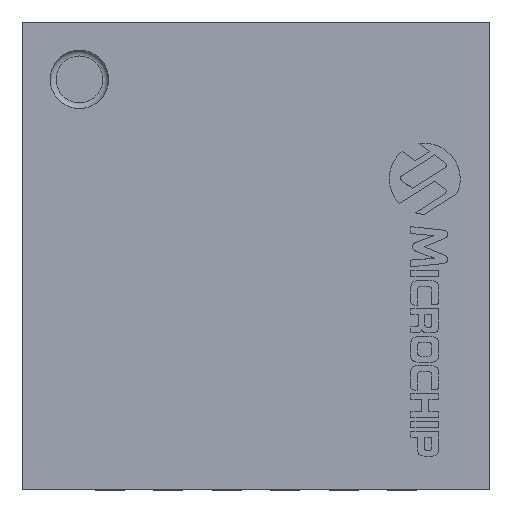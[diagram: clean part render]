
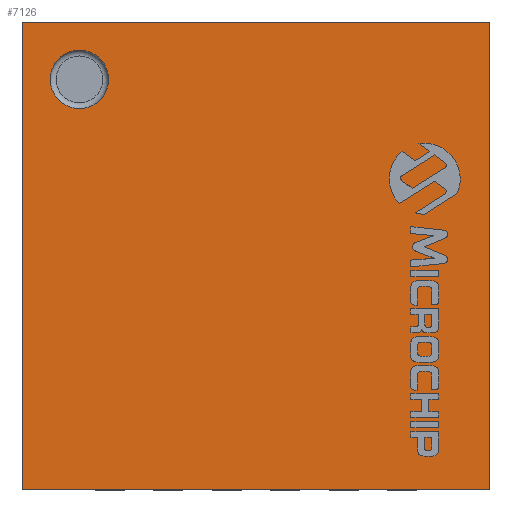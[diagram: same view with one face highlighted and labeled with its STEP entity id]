
A CAD part, top view. The second image highlights one B-rep face of the part: STEP entity #7126.
In plain terms, the highlighted planar face has unit normal (0, 0, 1).
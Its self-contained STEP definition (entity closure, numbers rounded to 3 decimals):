
#234=FACE_BOUND('',#2794,.T.);
#540=LINE('',#10529,#1363);
#551=LINE('',#10545,#1374);
#558=LINE('',#10554,#1381);
#564=LINE('',#10561,#1387);
#1363=VECTOR('',#8646,10.);
#1374=VECTOR('',#8659,10.);
#1381=VECTOR('',#8668,10.);
#1387=VECTOR('',#8676,10.);
#2031=PLANE('',#7735);
#2374=FACE_OUTER_BOUND('',#2793,.T.);
#2793=EDGE_LOOP('',(#5598,#5599,#5600,#5601));
#2794=EDGE_LOOP('',(#5602));
#3110=CIRCLE('',#7567,0.25);
#3230=VERTEX_POINT('',#9914);
#3440=VERTEX_POINT('',#10526);
#3441=VERTEX_POINT('',#10528);
#3444=VERTEX_POINT('',#10542);
#3445=VERTEX_POINT('',#10544);
#3919=EDGE_CURVE('',#3230,#3230,#3110,.T.);
#4214=EDGE_CURVE('',#3440,#3441,#540,.T.);
#4225=EDGE_CURVE('',#3444,#3445,#551,.T.);
#4232=EDGE_CURVE('',#3444,#3441,#558,.T.);
#4238=EDGE_CURVE('',#3440,#3445,#564,.T.);
#5598=ORIENTED_EDGE('',*,*,#4232,.T.);
#5599=ORIENTED_EDGE('',*,*,#4214,.F.);
#5600=ORIENTED_EDGE('',*,*,#4238,.T.);
#5601=ORIENTED_EDGE('',*,*,#4225,.F.);
#5602=ORIENTED_EDGE('',*,*,#3919,.T.);
#7126=ADVANCED_FACE('',(#2374,#234),#2031,.T.);
#7567=AXIS2_PLACEMENT_3D('',#9916,#8080,#8081);
#7735=AXIS2_PLACEMENT_3D('',#10568,#8684,#8685);
#8080=DIRECTION('center_axis',(0.,0.,-1.));
#8081=DIRECTION('ref_axis',(1.,0.,0.));
#8646=DIRECTION('',(1.,0.,0.));
#8659=DIRECTION('',(-1.,0.,0.));
#8668=DIRECTION('',(0.,1.,0.));
#8676=DIRECTION('',(0.,-1.,0.));
#8684=DIRECTION('center_axis',(0.,0.,1.));
#8685=DIRECTION('ref_axis',(1.,0.,0.));
#9914=CARTESIAN_POINT('',(-1.26,1.51,1.));
#9916=CARTESIAN_POINT('Origin',(-1.51,1.51,1.));
#10526=CARTESIAN_POINT('',(-2.,2.,1.));
#10528=CARTESIAN_POINT('',(2.,2.,1.));
#10529=CARTESIAN_POINT('',(-2.,2.,1.));
#10542=CARTESIAN_POINT('',(2.,-2.,1.));
#10544=CARTESIAN_POINT('',(-2.,-2.,1.));
#10545=CARTESIAN_POINT('',(-2.,-2.,1.));
#10554=CARTESIAN_POINT('',(2.,0.,1.));
#10561=CARTESIAN_POINT('',(-2.,0.,1.));
#10568=CARTESIAN_POINT('Origin',(-2.,0.,1.));
